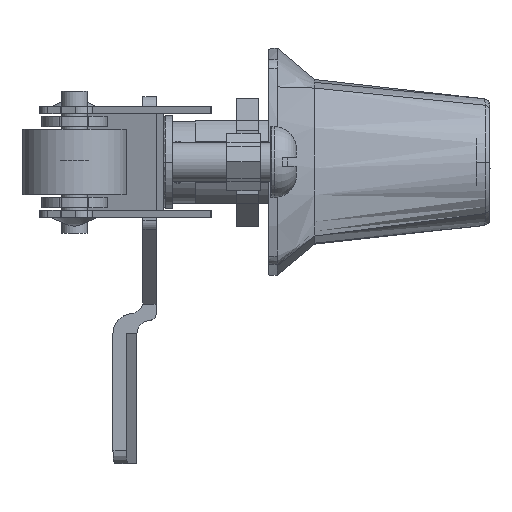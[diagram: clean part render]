
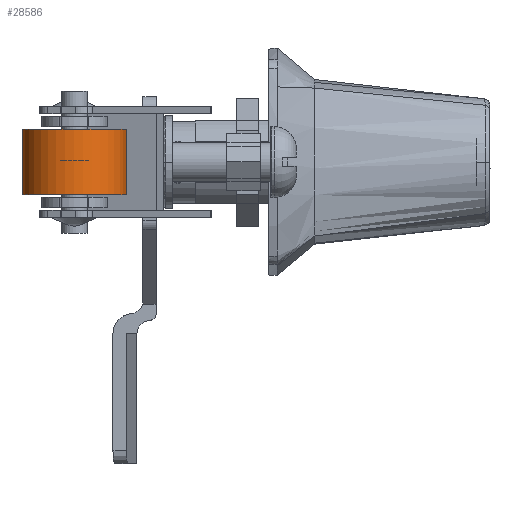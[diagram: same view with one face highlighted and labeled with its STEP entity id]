
A CAD part, front view. The second image highlights one B-rep face of the part: STEP entity #28586.
In plain terms, the highlighted cylindrical face has radius 12.7 mm (diameter 25.4 mm), a partial arc.
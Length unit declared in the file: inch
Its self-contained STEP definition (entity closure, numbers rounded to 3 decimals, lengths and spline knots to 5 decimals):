
#225 = CIRCLE ( 'NONE', #20757, 0.5 ) ;
#246 = DIRECTION ( 'NONE',  ( 1., 0., 0. ) ) ;
#726 = AXIS2_PLACEMENT_3D ( 'NONE', #1382, #1484, #20561 ) ;
#1011 = VECTOR ( 'NONE', #246, 39.37008 ) ;
#1382 = CARTESIAN_POINT ( 'NONE',  ( -1.4685, 0.18967, 40.2464 ) ) ;
#1484 = DIRECTION ( 'NONE',  ( -1., 0., 0. ) ) ;
#2832 = LINE ( 'NONE', #4896, #9387 ) ;
#3454 = EDGE_CURVE ( 'NONE', #5203, #9651, #2832, .T. ) ;
#4765 = CARTESIAN_POINT ( 'NONE',  ( -2.0935, 0.18967, 40.2464 ) ) ;
#4877 = DIRECTION ( 'NONE',  ( 1., 0., 0. ) ) ;
#4896 = CARTESIAN_POINT ( 'NONE',  ( -2.0935, -0.31033, 40.2464 ) ) ;
#4950 = CARTESIAN_POINT ( 'NONE',  ( -2.0935, 0.68967, 40.2464 ) ) ;
#5203 = VERTEX_POINT ( 'NONE', #22207 ) ;
#5226 = VERTEX_POINT ( 'NONE', #10774 ) ;
#5402 = ORIENTED_EDGE ( 'NONE', *, *, #3454, .T. ) ;
#7123 = DIRECTION ( 'NONE',  ( 1., 0., 0. ) ) ;
#7544 = EDGE_CURVE ( 'NONE', #9651, #5226, #13618, .T. ) ;
#9387 = VECTOR ( 'NONE', #7123, 39.37008 ) ;
#9651 = VERTEX_POINT ( 'NONE', #28334 ) ;
#9667 = EDGE_CURVE ( 'NONE', #17465, #5203, #225, .T. ) ;
#9817 = CYLINDRICAL_SURFACE ( 'NONE', #21953, 0.5 ) ;
#10774 = CARTESIAN_POINT ( 'NONE',  ( -1.4685, 0.68967, 40.2464 ) ) ;
#11014 = ORIENTED_EDGE ( 'NONE', *, *, #9667, .T. ) ;
#11954 = DIRECTION ( 'NONE',  ( 0., 1., 0. ) ) ;
#11961 = DIRECTION ( 'NONE',  ( 0., 1., 0. ) ) ;
#13618 = CIRCLE ( 'NONE', #726, 0.5 ) ;
#14451 = LINE ( 'NONE', #4950, #1011 ) ;
#16460 = CARTESIAN_POINT ( 'NONE',  ( -2.0935, 0.18967, 40.2464 ) ) ;
#17465 = VERTEX_POINT ( 'NONE', #18605 ) ;
#17545 = EDGE_CURVE ( 'NONE', #17465, #5226, #14451, .T. ) ;
#18605 = CARTESIAN_POINT ( 'NONE',  ( -2.0935, 0.68967, 40.2464 ) ) ;
#20561 = DIRECTION ( 'NONE',  ( 0., 1., 0. ) ) ;
#20757 = AXIS2_PLACEMENT_3D ( 'NONE', #16460, #4877, #11961 ) ;
#21265 = DIRECTION ( 'NONE',  ( 1., 0., 0. ) ) ;
#21953 = AXIS2_PLACEMENT_3D ( 'NONE', #4765, #21265, #11954 ) ;
#22207 = CARTESIAN_POINT ( 'NONE',  ( -2.0935, -0.31033, 40.2464 ) ) ;
#22995 = FACE_OUTER_BOUND ( 'NONE', #23948, .T. ) ;
#23948 = EDGE_LOOP ( 'NONE', ( #11014, #5402, #24721, #30141 ) ) ;
#24721 = ORIENTED_EDGE ( 'NONE', *, *, #7544, .T. ) ;
#28334 = CARTESIAN_POINT ( 'NONE',  ( -1.4685, -0.31033, 40.2464 ) ) ;
#28586 = ADVANCED_FACE ( 'NONE', ( #22995 ), #9817, .T. ) ;
#30141 = ORIENTED_EDGE ( 'NONE', *, *, #17545, .F. ) ;
